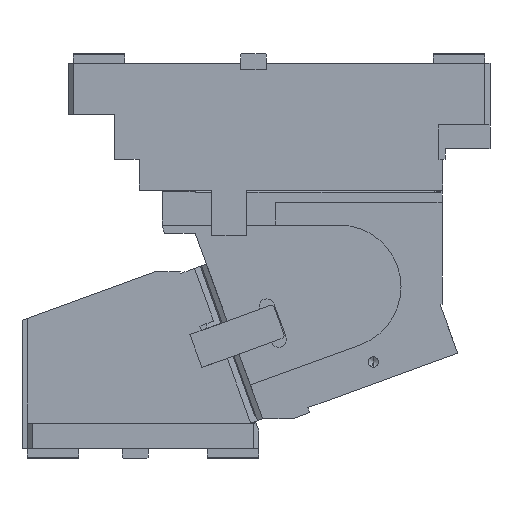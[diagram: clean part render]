
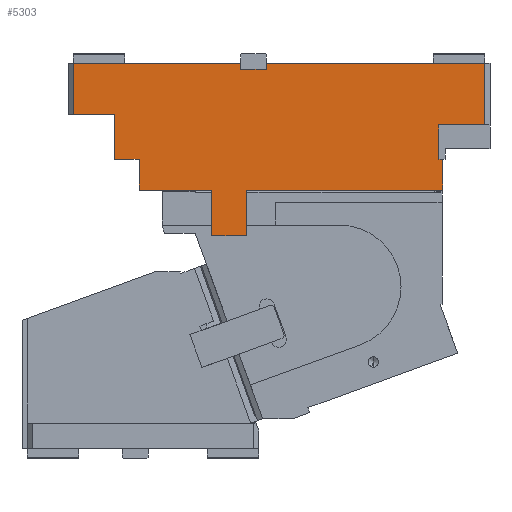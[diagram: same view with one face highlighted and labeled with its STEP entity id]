
A CAD part, front view. The second image highlights one B-rep face of the part: STEP entity #5303.
In plain terms, the highlighted planar face has unit normal (0, -1, 0).
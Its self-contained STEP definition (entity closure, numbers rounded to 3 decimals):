
#157=CARTESIAN_POINT('Vertex',(139.35,-150.,-123.49)) ;
#160=CARTESIAN_POINT('Line Origine',(104.1,-150.,-123.49)) ;
#164=CARTESIAN_POINT('Vertex',(68.85,-150.,-123.49)) ;
#232=CARTESIAN_POINT('Vertex',(363.85,-150.,-123.49)) ;
#235=CARTESIAN_POINT('Line Origine',(268.6,-150.,-123.49)) ;
#239=CARTESIAN_POINT('Vertex',(173.35,-150.,-123.49)) ;
#427=CARTESIAN_POINT('Line Origine',(68.85,-150.,-108.49)) ;
#431=CARTESIAN_POINT('Vertex',(68.85,-150.,-93.49)) ;
#798=CARTESIAN_POINT('Vertex',(5.,-150.,0.)) ;
#801=CARTESIAN_POINT('Line Origine',(86.25,-150.,0.)) ;
#805=CARTESIAN_POINT('Vertex',(167.5,-150.,0.)) ;
#1018=CARTESIAN_POINT('Vertex',(405.,-150.,0.)) ;
#1196=CARTESIAN_POINT('Vertex',(192.5,-150.,0.)) ;
#1199=CARTESIAN_POINT('Line Origine',(298.75,-150.,0.)) ;
#1490=CARTESIAN_POINT('Vertex',(139.35,-150.,-167.99)) ;
#1493=CARTESIAN_POINT('Line Origine',(139.35,-150.,-145.74)) ;
#1655=CARTESIAN_POINT('Vertex',(363.85,-150.,-93.49)) ;
#1658=CARTESIAN_POINT('Line Origine',(363.85,-150.,-108.49)) ;
#1676=CARTESIAN_POINT('Line Origine',(173.35,-150.,-145.74)) ;
#1680=CARTESIAN_POINT('Vertex',(173.35,-150.,-167.99)) ;
#1816=CARTESIAN_POINT('Line Origine',(56.925,-150.,-93.49)) ;
#1820=CARTESIAN_POINT('Vertex',(45.,-150.,-93.49)) ;
#2070=CARTESIAN_POINT('Line Origine',(167.5,-150.,-3.)) ;
#2074=CARTESIAN_POINT('Vertex',(167.5,-150.,-6.)) ;
#2105=CARTESIAN_POINT('Vertex',(5.,-150.,-50.)) ;
#2108=CARTESIAN_POINT('Line Origine',(5.,-150.,-25.)) ;
#2614=CARTESIAN_POINT('Vertex',(192.5,-150.,-6.)) ;
#2617=CARTESIAN_POINT('Line Origine',(192.5,-150.,-3.)) ;
#3167=CARTESIAN_POINT('Line Origine',(156.35,-150.,-167.99)) ;
#3217=CARTESIAN_POINT('Line Origine',(45.,-150.,-71.745)) ;
#3221=CARTESIAN_POINT('Vertex',(45.,-150.,-50.)) ;
#3248=CARTESIAN_POINT('Line Origine',(25.,-150.,-50.)) ;
#3305=CARTESIAN_POINT('Line Origine',(180.,-150.,-6.)) ;
#5250=CARTESIAN_POINT('Axis2P3D Location',(0.,-150.,0.)) ;
#5255=CARTESIAN_POINT('Line Origine',(362.06,-150.,-93.49)) ;
#5259=CARTESIAN_POINT('Vertex',(360.27,-150.,-93.49)) ;
#5262=CARTESIAN_POINT('Line Origine',(360.27,-150.,-76.795)) ;
#5266=CARTESIAN_POINT('Vertex',(360.27,-150.,-60.1)) ;
#5269=CARTESIAN_POINT('Line Origine',(382.635,-150.,-60.1)) ;
#5273=CARTESIAN_POINT('Vertex',(405.,-150.,-60.1)) ;
#5276=CARTESIAN_POINT('Line Origine',(405.,-150.,-30.05)) ;
#161=DIRECTION('Vector Direction',(1.,0.,0.)) ;
#236=DIRECTION('Vector Direction',(-1.,0.,0.)) ;
#428=DIRECTION('Vector Direction',(0.,0.,-1.)) ;
#802=DIRECTION('Vector Direction',(1.,0.,0.)) ;
#1200=DIRECTION('Vector Direction',(1.,0.,0.)) ;
#1494=DIRECTION('Vector Direction',(0.,0.,1.)) ;
#1659=DIRECTION('Vector Direction',(0.,0.,-1.)) ;
#1677=DIRECTION('Vector Direction',(0.,0.,1.)) ;
#1817=DIRECTION('Vector Direction',(-1.,0.,0.)) ;
#2071=DIRECTION('Vector Direction',(0.,0.,1.)) ;
#2109=DIRECTION('Vector Direction',(0.,0.,-1.)) ;
#2618=DIRECTION('Vector Direction',(0.,0.,-1.)) ;
#3168=DIRECTION('Vector Direction',(1.,0.,0.)) ;
#3218=DIRECTION('Vector Direction',(0.,0.,-1.)) ;
#3249=DIRECTION('Vector Direction',(1.,0.,0.)) ;
#3306=DIRECTION('Vector Direction',(1.,0.,0.)) ;
#5251=DIRECTION('Axis2P3D Direction',(0.,1.,0.)) ;
#5252=DIRECTION('Axis2P3D XDirection',(0.,0.,1.)) ;
#5256=DIRECTION('Vector Direction',(1.,0.,0.)) ;
#5263=DIRECTION('Vector Direction',(0.,0.,1.)) ;
#5270=DIRECTION('Vector Direction',(1.,0.,0.)) ;
#5277=DIRECTION('Vector Direction',(0.,0.,1.)) ;
#5253=AXIS2_PLACEMENT_3D('Plane Axis2P3D',#5250,#5251,#5252) ;
#5282=ORIENTED_EDGE('',*,*,#3171,.T.) ;
#5283=ORIENTED_EDGE('',*,*,#1682,.T.) ;
#5284=ORIENTED_EDGE('',*,*,#241,.T.) ;
#5285=ORIENTED_EDGE('',*,*,#1662,.T.) ;
#5286=ORIENTED_EDGE('',*,*,#5261,.T.) ;
#5287=ORIENTED_EDGE('',*,*,#5268,.T.) ;
#5288=ORIENTED_EDGE('',*,*,#5275,.T.) ;
#5289=ORIENTED_EDGE('',*,*,#5280,.T.) ;
#5290=ORIENTED_EDGE('',*,*,#1203,.F.) ;
#5291=ORIENTED_EDGE('',*,*,#2621,.T.) ;
#5292=ORIENTED_EDGE('',*,*,#3309,.F.) ;
#5293=ORIENTED_EDGE('',*,*,#2076,.T.) ;
#5294=ORIENTED_EDGE('',*,*,#807,.F.) ;
#5295=ORIENTED_EDGE('',*,*,#2112,.T.) ;
#5296=ORIENTED_EDGE('',*,*,#3252,.T.) ;
#5297=ORIENTED_EDGE('',*,*,#3223,.T.) ;
#5298=ORIENTED_EDGE('',*,*,#1822,.F.) ;
#5299=ORIENTED_EDGE('',*,*,#433,.T.) ;
#5300=ORIENTED_EDGE('',*,*,#166,.T.) ;
#5301=ORIENTED_EDGE('',*,*,#1497,.F.) ;
#162=VECTOR('Line Direction',#161,1.) ;
#237=VECTOR('Line Direction',#236,1.) ;
#429=VECTOR('Line Direction',#428,1.) ;
#803=VECTOR('Line Direction',#802,1.) ;
#1201=VECTOR('Line Direction',#1200,1.) ;
#1495=VECTOR('Line Direction',#1494,1.) ;
#1660=VECTOR('Line Direction',#1659,1.) ;
#1678=VECTOR('Line Direction',#1677,1.) ;
#1818=VECTOR('Line Direction',#1817,1.) ;
#2072=VECTOR('Line Direction',#2071,1.) ;
#2110=VECTOR('Line Direction',#2109,1.) ;
#2619=VECTOR('Line Direction',#2618,1.) ;
#3169=VECTOR('Line Direction',#3168,1.) ;
#3219=VECTOR('Line Direction',#3218,1.) ;
#3250=VECTOR('Line Direction',#3249,1.) ;
#3307=VECTOR('Line Direction',#3306,1.) ;
#5257=VECTOR('Line Direction',#5256,1.) ;
#5264=VECTOR('Line Direction',#5263,1.) ;
#5271=VECTOR('Line Direction',#5270,1.) ;
#5278=VECTOR('Line Direction',#5277,1.) ;
#5303=ADVANCED_FACE('CAM HOLDER',(#5302),#5254,.F.) ;
#166=EDGE_CURVE('',#165,#158,#163,.T.) ;
#241=EDGE_CURVE('',#240,#233,#238,.F.) ;
#433=EDGE_CURVE('',#432,#165,#430,.T.) ;
#807=EDGE_CURVE('',#799,#806,#804,.T.) ;
#1203=EDGE_CURVE('',#1197,#1019,#1202,.T.) ;
#1497=EDGE_CURVE('',#1491,#158,#1496,.T.) ;
#1662=EDGE_CURVE('',#233,#1656,#1661,.F.) ;
#1682=EDGE_CURVE('',#1681,#240,#1679,.T.) ;
#1822=EDGE_CURVE('',#432,#1821,#1819,.T.) ;
#2076=EDGE_CURVE('',#2075,#806,#2073,.T.) ;
#2112=EDGE_CURVE('',#799,#2106,#2111,.T.) ;
#2621=EDGE_CURVE('',#1197,#2615,#2620,.T.) ;
#3171=EDGE_CURVE('',#1491,#1681,#3170,.T.) ;
#3223=EDGE_CURVE('',#3222,#1821,#3220,.T.) ;
#3252=EDGE_CURVE('',#2106,#3222,#3251,.T.) ;
#3309=EDGE_CURVE('',#2075,#2615,#3308,.T.) ;
#5261=EDGE_CURVE('',#1656,#5260,#5258,.F.) ;
#5268=EDGE_CURVE('',#5260,#5267,#5265,.T.) ;
#5275=EDGE_CURVE('',#5267,#5274,#5272,.T.) ;
#5280=EDGE_CURVE('',#5274,#1019,#5279,.T.) ;
#5281=EDGE_LOOP('',(#5282,#5283,#5284,#5285,#5286,#5287,#5288,#5289,#5290,#5291,#5292,#5293,#5294,#5295,#5296,#5297,#5298,#5299,#5300,#5301)) ;
#5302=FACE_OUTER_BOUND('',#5281,.T.) ;
#163=LINE('Line',#160,#162) ;
#238=LINE('Line',#235,#237) ;
#430=LINE('Line',#427,#429) ;
#804=LINE('Line',#801,#803) ;
#1202=LINE('Line',#1199,#1201) ;
#1496=LINE('Line',#1493,#1495) ;
#1661=LINE('Line',#1658,#1660) ;
#1679=LINE('Line',#1676,#1678) ;
#1819=LINE('Line',#1816,#1818) ;
#2073=LINE('Line',#2070,#2072) ;
#2111=LINE('Line',#2108,#2110) ;
#2620=LINE('Line',#2617,#2619) ;
#3170=LINE('Line',#3167,#3169) ;
#3220=LINE('Line',#3217,#3219) ;
#3251=LINE('Line',#3248,#3250) ;
#3308=LINE('Line',#3305,#3307) ;
#5258=LINE('Line',#5255,#5257) ;
#5265=LINE('Line',#5262,#5264) ;
#5272=LINE('Line',#5269,#5271) ;
#5279=LINE('Line',#5276,#5278) ;
#5254=PLANE('Plane',#5253) ;
#158=VERTEX_POINT('',#157) ;
#165=VERTEX_POINT('',#164) ;
#233=VERTEX_POINT('',#232) ;
#240=VERTEX_POINT('',#239) ;
#432=VERTEX_POINT('',#431) ;
#799=VERTEX_POINT('',#798) ;
#806=VERTEX_POINT('',#805) ;
#1019=VERTEX_POINT('',#1018) ;
#1197=VERTEX_POINT('',#1196) ;
#1491=VERTEX_POINT('',#1490) ;
#1656=VERTEX_POINT('',#1655) ;
#1681=VERTEX_POINT('',#1680) ;
#1821=VERTEX_POINT('',#1820) ;
#2075=VERTEX_POINT('',#2074) ;
#2106=VERTEX_POINT('',#2105) ;
#2615=VERTEX_POINT('',#2614) ;
#3222=VERTEX_POINT('',#3221) ;
#5260=VERTEX_POINT('',#5259) ;
#5267=VERTEX_POINT('',#5266) ;
#5274=VERTEX_POINT('',#5273) ;
